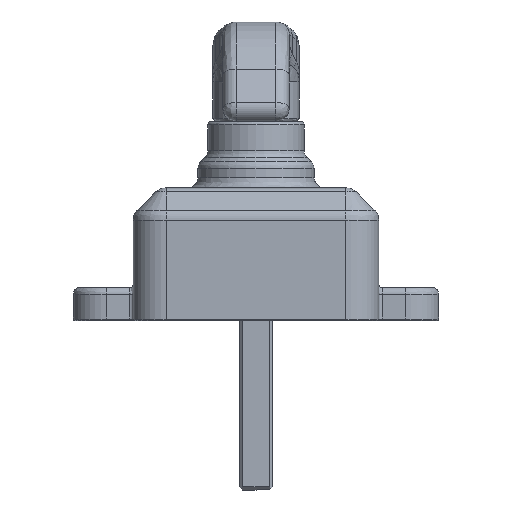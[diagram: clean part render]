
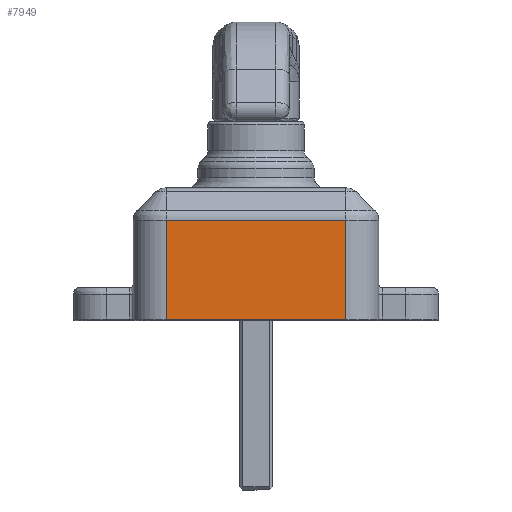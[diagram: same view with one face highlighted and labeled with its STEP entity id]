
A CAD part, front view. The second image highlights one B-rep face of the part: STEP entity #7949.
In plain terms, the highlighted planar face has unit normal (0, -1, 0).
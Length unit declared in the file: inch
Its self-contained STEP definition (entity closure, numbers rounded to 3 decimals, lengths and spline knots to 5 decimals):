
#127 = DIRECTION ( 'NONE',  ( 0., 1., 0. ) ) ;
#1033 = ORIENTED_EDGE ( 'NONE', *, *, #15003, .F. ) ;
#1719 = CARTESIAN_POINT ( 'NONE',  ( -1.06299, -1.94605, 4.87603 ) ) ;
#3149 = CARTESIAN_POINT ( 'NONE',  ( 1.06299, -1.94605, 3.7011 ) ) ;
#5526 = VERTEX_POINT ( 'NONE', #3149 ) ;
#6881 = CARTESIAN_POINT ( 'NONE',  ( 1.45669, -1.94605, 3.68141 ) ) ;
#7949 = ADVANCED_FACE ( 'NONE', ( #9146 ), #27522, .F. ) ;
#9146 = FACE_OUTER_BOUND ( 'NONE', #16298, .T. ) ;
#9447 = DIRECTION ( 'NONE',  ( 0., 0., -1. ) ) ;
#9545 = EDGE_CURVE ( 'NONE', #23107, #13290, #12695, .T. ) ;
#9701 = CARTESIAN_POINT ( 'NONE',  ( 1.45669, -1.94605, 4.87603 ) ) ;
#9987 = LINE ( 'NONE', #16911, #25366 ) ;
#10275 = DIRECTION ( 'NONE',  ( -1., 0., 0. ) ) ;
#11124 = LINE ( 'NONE', #24982, #16302 ) ;
#12695 = LINE ( 'NONE', #9701, #29531 ) ;
#12722 = ORIENTED_EDGE ( 'NONE', *, *, #22279, .F. ) ;
#13290 = VERTEX_POINT ( 'NONE', #25663 ) ;
#15003 = EDGE_CURVE ( 'NONE', #15272, #23107, #11124, .T. ) ;
#15058 = AXIS2_PLACEMENT_3D ( 'NONE', #6881, #127, #9447 ) ;
#15272 = VERTEX_POINT ( 'NONE', #27652 ) ;
#16298 = EDGE_LOOP ( 'NONE', ( #18653, #1033, #24409, #12722 ) ) ;
#16302 = VECTOR ( 'NONE', #27094, 39.37008 ) ;
#16911 = CARTESIAN_POINT ( 'NONE',  ( 1.45669, -1.94605, 3.7011 ) ) ;
#17361 = DIRECTION ( 'NONE',  ( 1., 0., 0. ) ) ;
#18118 = DIRECTION ( 'NONE',  ( 0., 0., -1. ) ) ;
#18653 = ORIENTED_EDGE ( 'NONE', *, *, #9545, .F. ) ;
#18739 = EDGE_CURVE ( 'NONE', #5526, #15272, #9987, .T. ) ;
#20387 = LINE ( 'NONE', #27448, #25264 ) ;
#22279 = EDGE_CURVE ( 'NONE', #13290, #5526, #20387, .T. ) ;
#23107 = VERTEX_POINT ( 'NONE', #1719 ) ;
#24409 = ORIENTED_EDGE ( 'NONE', *, *, #18739, .F. ) ;
#24982 = CARTESIAN_POINT ( 'NONE',  ( -1.06299, -1.94605, 3.68141 ) ) ;
#25264 = VECTOR ( 'NONE', #18118, 39.37008 ) ;
#25366 = VECTOR ( 'NONE', #10275, 39.37008 ) ;
#25663 = CARTESIAN_POINT ( 'NONE',  ( 1.06299, -1.94605, 4.87603 ) ) ;
#27094 = DIRECTION ( 'NONE',  ( 0., 0., 1. ) ) ;
#27448 = CARTESIAN_POINT ( 'NONE',  ( 1.06299, -1.94605, 3.68141 ) ) ;
#27522 = PLANE ( 'NONE',  #15058 ) ;
#27652 = CARTESIAN_POINT ( 'NONE',  ( -1.06299, -1.94605, 3.7011 ) ) ;
#29531 = VECTOR ( 'NONE', #17361, 39.37008 ) ;
